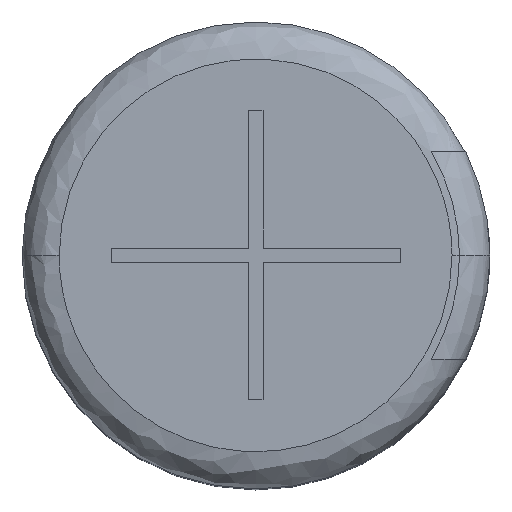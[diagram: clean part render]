
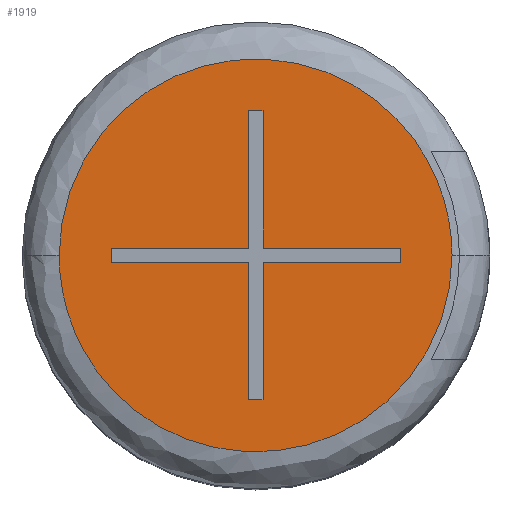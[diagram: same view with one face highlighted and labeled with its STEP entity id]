
A CAD part, top view. The second image highlights one B-rep face of the part: STEP entity #1919.
In plain terms, the highlighted planar face has unit normal (0, 0, 1).
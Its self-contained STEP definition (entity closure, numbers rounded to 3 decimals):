
#7 = DIRECTION ( 'NONE',  ( 0., 1., 0. ) ) ;
#13 = CARTESIAN_POINT ( 'NONE',  ( 0., 0.1, 9. ) ) ;
#133 = CARTESIAN_POINT ( 'NONE',  ( 2.65, -5.3, 9. ) ) ;
#208 = CARTESIAN_POINT ( 'NONE',  ( -1.95, -0.1, 9. ) ) ;
#276 = DIRECTION ( 'NONE',  ( 0., -1., 0. ) ) ;
#316 = VECTOR ( 'NONE', #276, 1000. ) ;
#317 = FACE_BOUND ( 'NONE', #2713, .T. ) ;
#330 = DIRECTION ( 'NONE',  ( 0., 0., -1. ) ) ;
#337 = CARTESIAN_POINT ( 'NONE',  ( 2.65, 5.3, 9. ) ) ;
#344 = DIRECTION ( 'NONE',  ( 0., 1., 0. ) ) ;
#357 = EDGE_CURVE ( 'NONE', #554, #1057, #460, .T. ) ;
#367 = VERTEX_POINT ( 'NONE', #1499 ) ;
#391 = CARTESIAN_POINT ( 'NONE',  ( -0.1, -0.1, 9. ) ) ;
#411 = ORIENTED_EDGE ( 'NONE', *, *, #3352, .F. ) ;
#460 = LINE ( 'NONE', #2899, #1158 ) ;
#479 = LINE ( 'NONE', #13, #3555 ) ;
#544 = AXIS2_PLACEMENT_3D ( 'NONE', #3080, #330, #344 ) ;
#554 = VERTEX_POINT ( 'NONE', #802 ) ;
#590 = VERTEX_POINT ( 'NONE', #904 ) ;
#604 = CARTESIAN_POINT ( 'NONE',  ( 2.65, 0., 9. ) ) ;
#624 = VERTEX_POINT ( 'NONE', #1731 ) ;
#629 = EDGE_CURVE ( 'NONE', #1106, #590, #3075, .T. ) ;
#642 = VERTEX_POINT ( 'NONE', #3380 ) ;
#647 = DIRECTION ( 'NONE',  ( 0., 1., 0. ) ) ;
#650 = LINE ( 'NONE', #2076, #2216 ) ;
#652 = ORIENTED_EDGE ( 'NONE', *, *, #1571, .F. ) ;
#655 = CARTESIAN_POINT ( 'NONE',  ( 0., 1.95, 9. ) ) ;
#667 = CARTESIAN_POINT ( 'NONE',  ( -2.65, -5.3, 9. ) ) ;
#802 = CARTESIAN_POINT ( 'NONE',  ( -0.1, -1.95, 9. ) ) ;
#814 = EDGE_CURVE ( 'NONE', #590, #1106, #2153, .T. ) ;
#839 = VECTOR ( 'NONE', #7, 1000. ) ;
#841 = DIRECTION ( 'NONE',  ( 1., 0., 0. ) ) ;
#846 = EDGE_CURVE ( 'NONE', #367, #2889, #1195, .T. ) ;
#892 = EDGE_CURVE ( 'NONE', #1355, #3450, #1447, .T. ) ;
#904 = CARTESIAN_POINT ( 'NONE',  ( 2.65, 0., 9. ) ) ;
#926 = LINE ( 'NONE', #3134, #1431 ) ;
#937 = ORIENTED_EDGE ( 'NONE', *, *, #892, .F. ) ;
#1043 = CARTESIAN_POINT ( 'NONE',  ( -0.1, 0.1, 9. ) ) ;
#1057 = VERTEX_POINT ( 'NONE', #3085 ) ;
#1085 = CARTESIAN_POINT ( 'NONE',  ( 0.1, 0.1, 9. ) ) ;
#1106 = VERTEX_POINT ( 'NONE', #2020 ) ;
#1158 = VECTOR ( 'NONE', #1512, 1000. ) ;
#1173 = CARTESIAN_POINT ( 'NONE',  ( 0.1, 0., 9. ) ) ;
#1195 = LINE ( 'NONE', #655, #1989 ) ;
#1227 = CARTESIAN_POINT ( 'NONE',  ( 2.65, 0., 9. ) ) ;
#1247 = DIRECTION ( 'NONE',  ( 0., -1., 0. ) ) ;
#1347 = CARTESIAN_POINT ( 'NONE',  ( 0., -0.1, 9. ) ) ;
#1355 = VERTEX_POINT ( 'NONE', #208 ) ;
#1431 = VECTOR ( 'NONE', #647, 1000. ) ;
#1447 = LINE ( 'NONE', #1347, #2445 ) ;
#1455 = ORIENTED_EDGE ( 'NONE', *, *, #2117, .F. ) ;
#1499 = CARTESIAN_POINT ( 'NONE',  ( 0.1, 1.95, 9. ) ) ;
#1512 = DIRECTION ( 'NONE',  ( 1., 0., 0. ) ) ;
#1571 = EDGE_CURVE ( 'NONE', #624, #1355, #2514, .T. ) ;
#1575 = ORIENTED_EDGE ( 'NONE', *, *, #2624, .F. ) ;
#1617 = EDGE_CURVE ( 'NONE', #2320, #3064, #479, .T. ) ;
#1706 = CARTESIAN_POINT ( 'NONE',  ( -2.65, 5.3, 9. ) ) ;
#1731 = CARTESIAN_POINT ( 'NONE',  ( -1.95, 0.1, 9. ) ) ;
#1732 = VERTEX_POINT ( 'NONE', #1043 ) ;
#1800 = VERTEX_POINT ( 'NONE', #3348 ) ;
#1822 = EDGE_CURVE ( 'NONE', #642, #2320, #3515, .T. ) ;
#1850 = ORIENTED_EDGE ( 'NONE', *, *, #2012, .F. ) ;
#1873 = FACE_OUTER_BOUND ( 'NONE', #2617, .T. ) ;
#1878 = CARTESIAN_POINT ( 'NONE',  ( 1.95, 0.1, 9. ) ) ;
#1885 = EDGE_CURVE ( 'NONE', #1800, #642, #3392, .T. ) ;
#1919 = ADVANCED_FACE ( 'NONE', ( #317, #1873 ), #2547, .F. ) ;
#1935 = CARTESIAN_POINT ( 'NONE',  ( -1.95, 0., 9. ) ) ;
#1982 = ORIENTED_EDGE ( 'NONE', *, *, #846, .F. ) ;
#1989 = VECTOR ( 'NONE', #2593, 1000. ) ;
#2012 = EDGE_CURVE ( 'NONE', #1732, #624, #650, .T. ) ;
#2020 = CARTESIAN_POINT ( 'NONE',  ( -2.65, 0., 9. ) ) ;
#2039 = CARTESIAN_POINT ( 'NONE',  ( -2.65, 0., 9. ) ) ;
#2069 = CARTESIAN_POINT ( 'NONE',  ( -2.65, 0., 9. ) ) ;
#2076 = CARTESIAN_POINT ( 'NONE',  ( 0., 0.1, 9. ) ) ;
#2117 = EDGE_CURVE ( 'NONE', #3450, #554, #3169, .T. ) ;
#2128 = DIRECTION ( 'NONE',  ( -1., 0., 0. ) ) ;
#2153 =( BOUNDED_CURVE ( )  B_SPLINE_CURVE ( 3, ( #1227, #133, #667, #2069 ),
 .UNSPECIFIED., .F., .F. ) 
 B_SPLINE_CURVE_WITH_KNOTS ( ( 4, 4 ),
 ( 0., 0.5 ),
 .UNSPECIFIED. ) 
 CURVE ( )  GEOMETRIC_REPRESENTATION_ITEM ( )  RATIONAL_B_SPLINE_CURVE ( ( 1., 0.333, 0.333, 1. ) ) 
 REPRESENTATION_ITEM ( '' )  );
#2164 = CARTESIAN_POINT ( 'NONE',  ( -0.1, 1.95, 9. ) ) ;
#2191 = CARTESIAN_POINT ( 'NONE',  ( 0., -0.1, 9. ) ) ;
#2193 = ORIENTED_EDGE ( 'NONE', *, *, #357, .F. ) ;
#2216 = VECTOR ( 'NONE', #2618, 1000. ) ;
#2243 = DIRECTION ( 'NONE',  ( 0., -1., 0. ) ) ;
#2320 = VERTEX_POINT ( 'NONE', #1878 ) ;
#2321 = VECTOR ( 'NONE', #3438, 1000. ) ;
#2339 = VECTOR ( 'NONE', #1247, 1000. ) ;
#2349 = LINE ( 'NONE', #3022, #2880 ) ;
#2362 = ORIENTED_EDGE ( 'NONE', *, *, #629, .F. ) ;
#2445 = VECTOR ( 'NONE', #3264, 1000. ) ;
#2457 = EDGE_CURVE ( 'NONE', #2889, #1732, #2349, .T. ) ;
#2514 = LINE ( 'NONE', #1935, #316 ) ;
#2527 = ORIENTED_EDGE ( 'NONE', *, *, #2457, .F. ) ;
#2547 = PLANE ( 'NONE',  #544 ) ;
#2593 = DIRECTION ( 'NONE',  ( -1., 0., 0. ) ) ;
#2617 = EDGE_LOOP ( 'NONE', ( #3416, #2362 ) ) ;
#2618 = DIRECTION ( 'NONE',  ( -1., 0., 0. ) ) ;
#2624 = EDGE_CURVE ( 'NONE', #3064, #367, #926, .T. ) ;
#2713 = EDGE_LOOP ( 'NONE', ( #3313, #411, #2193, #1455, #937, #652, #1850, #2527, #1982, #1575, #2852, #3221 ) ) ;
#2817 = VECTOR ( 'NONE', #841, 1000. ) ;
#2852 = ORIENTED_EDGE ( 'NONE', *, *, #1617, .F. ) ;
#2880 = VECTOR ( 'NONE', #2243, 1000. ) ;
#2889 = VERTEX_POINT ( 'NONE', #2164 ) ;
#2899 = CARTESIAN_POINT ( 'NONE',  ( 0., -1.95, 9. ) ) ;
#3022 = CARTESIAN_POINT ( 'NONE',  ( -0.1, 0., 9. ) ) ;
#3064 = VERTEX_POINT ( 'NONE', #1085 ) ;
#3075 =( BOUNDED_CURVE ( )  B_SPLINE_CURVE ( 3, ( #2039, #1706, #337, #604 ),
 .UNSPECIFIED., .F., .F. ) 
 B_SPLINE_CURVE_WITH_KNOTS ( ( 4, 4 ),
 ( 0.5, 1. ),
 .UNSPECIFIED. ) 
 CURVE ( )  GEOMETRIC_REPRESENTATION_ITEM ( )  RATIONAL_B_SPLINE_CURVE ( ( 1., 0.333, 0.333, 1. ) ) 
 REPRESENTATION_ITEM ( '' )  );
#3080 = CARTESIAN_POINT ( 'NONE',  ( 0., 0., 9. ) ) ;
#3085 = CARTESIAN_POINT ( 'NONE',  ( 0.1, -1.95, 9. ) ) ;
#3134 = CARTESIAN_POINT ( 'NONE',  ( 0.1, 0., 9. ) ) ;
#3169 = LINE ( 'NONE', #3470, #2339 ) ;
#3221 = ORIENTED_EDGE ( 'NONE', *, *, #1822, .F. ) ;
#3264 = DIRECTION ( 'NONE',  ( 1., 0., 0. ) ) ;
#3313 = ORIENTED_EDGE ( 'NONE', *, *, #1885, .F. ) ;
#3348 = CARTESIAN_POINT ( 'NONE',  ( 0.1, -0.1, 9. ) ) ;
#3352 = EDGE_CURVE ( 'NONE', #1057, #1800, #3413, .T. ) ;
#3380 = CARTESIAN_POINT ( 'NONE',  ( 1.95, -0.1, 9. ) ) ;
#3392 = LINE ( 'NONE', #2191, #2817 ) ;
#3413 = LINE ( 'NONE', #1173, #2321 ) ;
#3416 = ORIENTED_EDGE ( 'NONE', *, *, #814, .F. ) ;
#3438 = DIRECTION ( 'NONE',  ( 0., 1., 0. ) ) ;
#3450 = VERTEX_POINT ( 'NONE', #391 ) ;
#3470 = CARTESIAN_POINT ( 'NONE',  ( -0.1, 0., 9. ) ) ;
#3515 = LINE ( 'NONE', #3529, #839 ) ;
#3529 = CARTESIAN_POINT ( 'NONE',  ( 1.95, 0., 9. ) ) ;
#3555 = VECTOR ( 'NONE', #2128, 1000. ) ;
